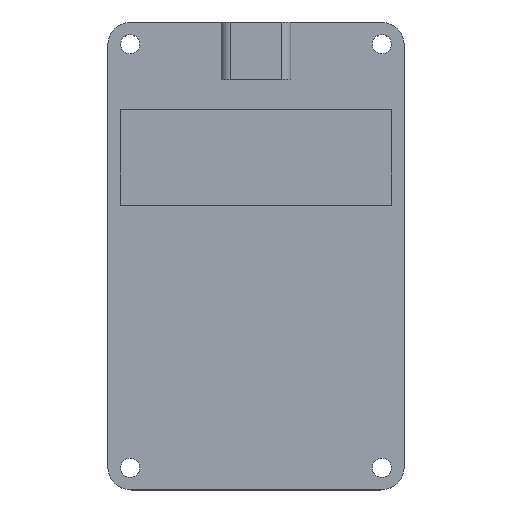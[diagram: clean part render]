
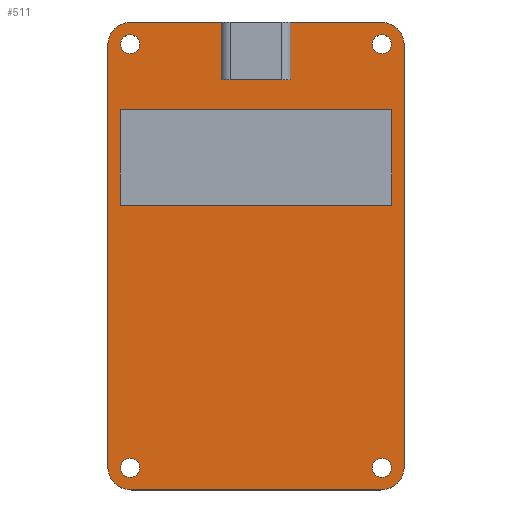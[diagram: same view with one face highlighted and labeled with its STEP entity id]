
A CAD part, top view. The second image highlights one B-rep face of the part: STEP entity #511.
In plain terms, the highlighted planar face has unit normal (0, 0, 1).
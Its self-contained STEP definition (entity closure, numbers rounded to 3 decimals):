
#19=FACE_BOUND('',#78,.T.);
#20=FACE_BOUND('',#79,.T.);
#21=FACE_BOUND('',#80,.T.);
#22=FACE_BOUND('',#81,.T.);
#28=PLANE('',#559);
#47=FACE_OUTER_BOUND('',#77,.T.);
#77=EDGE_LOOP('',(#361,#362,#363,#364,#365,#366,#367,#368));
#78=EDGE_LOOP('',(#369));
#79=EDGE_LOOP('',(#370));
#80=EDGE_LOOP('',(#371));
#81=EDGE_LOOP('',(#372));
#115=LINE('',#779,#163);
#118=LINE('',#785,#166);
#119=LINE('',#789,#167);
#120=LINE('',#793,#168);
#163=VECTOR('',#621,10.);
#166=VECTOR('',#626,10.);
#167=VECTOR('',#629,10.);
#168=VECTOR('',#632,10.);
#209=CIRCLE('',#556,3.);
#211=CIRCLE('',#560,3.);
#212=CIRCLE('',#561,3.);
#213=CIRCLE('',#562,3.);
#214=CIRCLE('',#563,1.225);
#215=CIRCLE('',#564,1.225);
#216=CIRCLE('',#565,1.225);
#217=CIRCLE('',#566,1.225);
#233=VERTEX_POINT('',#769);
#234=VERTEX_POINT('',#770);
#237=VERTEX_POINT('',#778);
#239=VERTEX_POINT('',#784);
#240=VERTEX_POINT('',#786);
#241=VERTEX_POINT('',#788);
#242=VERTEX_POINT('',#790);
#243=VERTEX_POINT('',#792);
#244=VERTEX_POINT('',#795);
#245=VERTEX_POINT('',#797);
#246=VERTEX_POINT('',#799);
#247=VERTEX_POINT('',#801);
#281=EDGE_CURVE('',#233,#234,#209,.T.);
#285=EDGE_CURVE('',#237,#234,#115,.T.);
#288=EDGE_CURVE('',#233,#239,#118,.T.);
#289=EDGE_CURVE('',#240,#239,#211,.T.);
#290=EDGE_CURVE('',#240,#241,#119,.T.);
#291=EDGE_CURVE('',#242,#241,#212,.T.);
#292=EDGE_CURVE('',#242,#243,#120,.T.);
#293=EDGE_CURVE('',#237,#243,#213,.T.);
#294=EDGE_CURVE('',#244,#244,#214,.T.);
#295=EDGE_CURVE('',#245,#245,#215,.T.);
#296=EDGE_CURVE('',#246,#246,#216,.T.);
#297=EDGE_CURVE('',#247,#247,#217,.T.);
#361=ORIENTED_EDGE('',*,*,#281,.F.);
#362=ORIENTED_EDGE('',*,*,#288,.T.);
#363=ORIENTED_EDGE('',*,*,#289,.F.);
#364=ORIENTED_EDGE('',*,*,#290,.T.);
#365=ORIENTED_EDGE('',*,*,#291,.F.);
#366=ORIENTED_EDGE('',*,*,#292,.T.);
#367=ORIENTED_EDGE('',*,*,#293,.F.);
#368=ORIENTED_EDGE('',*,*,#285,.T.);
#369=ORIENTED_EDGE('',*,*,#294,.T.);
#370=ORIENTED_EDGE('',*,*,#295,.T.);
#371=ORIENTED_EDGE('',*,*,#296,.T.);
#372=ORIENTED_EDGE('',*,*,#297,.T.);
#511=ADVANCED_FACE('',(#47,#19,#20,#21,#22),#28,.T.);
#556=AXIS2_PLACEMENT_3D('',#771,#613,#614);
#559=AXIS2_PLACEMENT_3D('',#783,#624,#625);
#560=AXIS2_PLACEMENT_3D('',#787,#627,#628);
#561=AXIS2_PLACEMENT_3D('',#791,#630,#631);
#562=AXIS2_PLACEMENT_3D('',#794,#633,#634);
#563=AXIS2_PLACEMENT_3D('',#796,#635,#636);
#564=AXIS2_PLACEMENT_3D('',#798,#637,#638);
#565=AXIS2_PLACEMENT_3D('',#800,#639,#640);
#566=AXIS2_PLACEMENT_3D('',#802,#641,#642);
#613=DIRECTION('center_axis',(0.,0.,-1.));
#614=DIRECTION('ref_axis',(-0.707,0.707,0.));
#621=DIRECTION('',(-1.,0.,0.));
#624=DIRECTION('center_axis',(0.,0.,1.));
#625=DIRECTION('ref_axis',(1.,0.,0.));
#626=DIRECTION('',(0.,-1.,0.));
#627=DIRECTION('center_axis',(0.,0.,-1.));
#628=DIRECTION('ref_axis',(-0.707,-0.707,0.));
#629=DIRECTION('',(1.,0.,0.));
#630=DIRECTION('center_axis',(0.,0.,-1.));
#631=DIRECTION('ref_axis',(0.707,-0.707,0.));
#632=DIRECTION('',(0.,1.,0.));
#633=DIRECTION('center_axis',(0.,0.,-1.));
#634=DIRECTION('ref_axis',(0.707,0.707,0.));
#635=DIRECTION('center_axis',(0.,0.,-1.));
#636=DIRECTION('ref_axis',(-1.,0.,0.));
#637=DIRECTION('center_axis',(0.,0.,-1.));
#638=DIRECTION('ref_axis',(-1.,0.,0.));
#639=DIRECTION('center_axis',(0.,0.,-1.));
#640=DIRECTION('ref_axis',(-1.,0.,0.));
#641=DIRECTION('center_axis',(0.,0.,-1.));
#642=DIRECTION('ref_axis',(-1.,0.,0.));
#769=CARTESIAN_POINT('',(-19.,27.,1.6));
#770=CARTESIAN_POINT('',(-16.,30.,1.6));
#771=CARTESIAN_POINT('Origin',(-16.,27.,1.6));
#778=CARTESIAN_POINT('',(16.,30.,1.6));
#779=CARTESIAN_POINT('',(-19.,30.,1.6));
#783=CARTESIAN_POINT('Origin',(0.,0.,1.6));
#784=CARTESIAN_POINT('',(-19.,-27.,1.6));
#785=CARTESIAN_POINT('',(-19.,-30.,1.6));
#786=CARTESIAN_POINT('',(-16.,-30.,1.6));
#787=CARTESIAN_POINT('Origin',(-16.,-27.,1.6));
#788=CARTESIAN_POINT('',(16.,-30.,1.6));
#789=CARTESIAN_POINT('',(19.,-30.,1.6));
#790=CARTESIAN_POINT('',(19.,-27.,1.6));
#791=CARTESIAN_POINT('Origin',(16.,-27.,1.6));
#792=CARTESIAN_POINT('',(19.,27.,1.6));
#793=CARTESIAN_POINT('',(19.,30.,1.6));
#794=CARTESIAN_POINT('Origin',(16.,27.,1.6));
#795=CARTESIAN_POINT('',(-14.925,-27.15,1.6));
#796=CARTESIAN_POINT('Origin',(-16.15,-27.15,1.6));
#797=CARTESIAN_POINT('',(-14.925,27.15,1.6));
#798=CARTESIAN_POINT('Origin',(-16.15,27.15,1.6));
#799=CARTESIAN_POINT('',(17.375,-27.15,1.6));
#800=CARTESIAN_POINT('Origin',(16.15,-27.15,1.6));
#801=CARTESIAN_POINT('',(17.375,27.15,1.6));
#802=CARTESIAN_POINT('Origin',(16.15,27.15,1.6));
